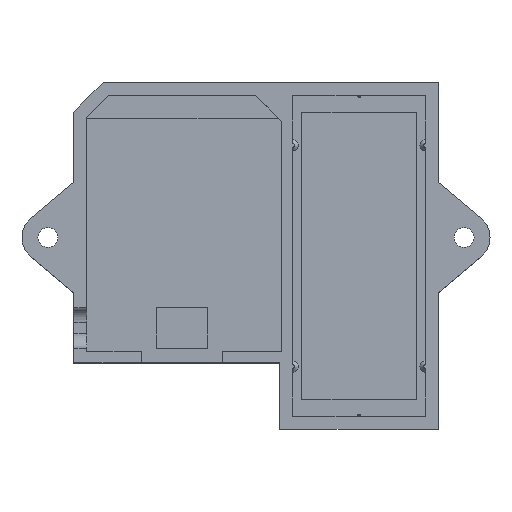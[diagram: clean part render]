
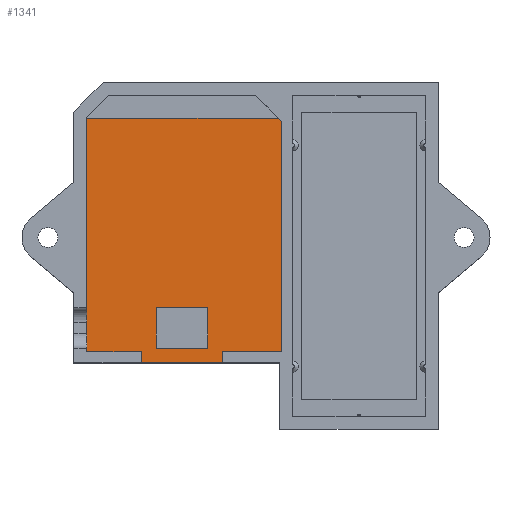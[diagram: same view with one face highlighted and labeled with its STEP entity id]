
A CAD part, top view. The second image highlights one B-rep face of the part: STEP entity #1341.
In plain terms, the highlighted planar face has unit normal (0, 0, 1).
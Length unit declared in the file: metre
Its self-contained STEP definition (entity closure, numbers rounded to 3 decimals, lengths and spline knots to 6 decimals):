
#305=ORIENTED_EDGE('',*,*,#610,.F.);
#306=ORIENTED_EDGE('',*,*,#596,.T.);
#307=ORIENTED_EDGE('',*,*,#526,.F.);
#308=ORIENTED_EDGE('',*,*,#609,.T.);
#309=ORIENTED_EDGE('',*,*,#611,.F.);
#310=ORIENTED_EDGE('',*,*,#603,.F.);
#311=ORIENTED_EDGE('',*,*,#522,.T.);
#312=ORIENTED_EDGE('',*,*,#612,.T.);
#313=ORIENTED_EDGE('',*,*,#520,.T.);
#314=ORIENTED_EDGE('',*,*,#613,.F.);
#315=ORIENTED_EDGE('',*,*,#614,.T.);
#316=ORIENTED_EDGE('',*,*,#615,.F.);
#317=ORIENTED_EDGE('',*,*,#616,.F.);
#520=EDGE_CURVE('',#701,#705,#835,.T.);
#522=EDGE_CURVE('',#707,#706,#837,.T.);
#526=EDGE_CURVE('',#710,#711,#841,.T.);
#596=EDGE_CURVE('',#754,#711,#897,.T.);
#603=EDGE_CURVE('',#707,#759,#902,.T.);
#609=EDGE_CURVE('',#710,#760,#908,.T.);
#610=EDGE_CURVE('',#754,#705,#909,.T.);
#611=EDGE_CURVE('',#759,#760,#910,.T.);
#612=EDGE_CURVE('',#706,#701,#911,.T.);
#613=EDGE_CURVE('',#761,#762,#912,.T.);
#614=EDGE_CURVE('',#761,#763,#913,.T.);
#615=EDGE_CURVE('',#764,#763,#914,.T.);
#616=EDGE_CURVE('',#762,#764,#915,.T.);
#701=VERTEX_POINT('',#1998);
#705=VERTEX_POINT('',#2006);
#706=VERTEX_POINT('',#2010);
#707=VERTEX_POINT('',#2012);
#710=VERTEX_POINT('',#2019);
#711=VERTEX_POINT('',#2021);
#754=VERTEX_POINT('',#2152);
#759=VERTEX_POINT('',#2165);
#760=VERTEX_POINT('',#2174);
#761=VERTEX_POINT('',#2181);
#762=VERTEX_POINT('',#2182);
#763=VERTEX_POINT('',#2184);
#764=VERTEX_POINT('',#2186);
#835=LINE('',#2007,#998);
#837=LINE('',#2011,#1000);
#841=LINE('',#2020,#1004);
#897=LINE('',#2151,#1060);
#902=LINE('',#2164,#1065);
#908=LINE('',#2175,#1071);
#909=LINE('',#2177,#1072);
#910=LINE('',#2178,#1073);
#911=LINE('',#2179,#1074);
#912=LINE('',#2180,#1075);
#913=LINE('',#2183,#1076);
#914=LINE('',#2185,#1077);
#915=LINE('',#2187,#1078);
#998=VECTOR('',#1596,1.);
#1000=VECTOR('',#1600,1.);
#1004=VECTOR('',#1606,1.);
#1060=VECTOR('',#1726,1.);
#1065=VECTOR('',#1737,1.);
#1071=VECTOR('',#1749,1.);
#1072=VECTOR('',#1752,1.);
#1073=VECTOR('',#1753,1.);
#1074=VECTOR('',#1754,1.);
#1075=VECTOR('',#1755,1.);
#1076=VECTOR('',#1756,1.);
#1077=VECTOR('',#1757,1.);
#1078=VECTOR('',#1758,1.);
#1137=EDGE_LOOP('',(#305,#306,#307,#308,#309,#310,#311,#312,#313));
#1138=EDGE_LOOP('',(#314,#315,#316,#317));
#1216=FACE_BOUND('',#1137,.T.);
#1217=FACE_BOUND('',#1138,.T.);
#1289=PLANE('',#1448);
#1341=ADVANCED_FACE('',(#1216,#1217),#1289,.T.);
#1448=AXIS2_PLACEMENT_3D('',#2176,#1750,#1751);
#1596=DIRECTION('',(1.,0.,0.));
#1600=DIRECTION('',(1.,0.,0.));
#1606=DIRECTION('',(0.,-1.,0.));
#1726=DIRECTION('',(1.,0.,0.));
#1737=DIRECTION('',(0.,1.,0.));
#1749=DIRECTION('',(-0.707,0.707,0.));
#1750=DIRECTION('',(0.,0.,1.));
#1751=DIRECTION('',(1.,0.,0.));
#1752=DIRECTION('',(0.,-1.,0.));
#1753=DIRECTION('',(1.,0.,0.));
#1754=DIRECTION('',(0.,-1.,0.));
#1755=DIRECTION('',(0.,1.,0.));
#1756=DIRECTION('',(-1.,0.,0.));
#1757=DIRECTION('',(0.,-1.,0.));
#1758=DIRECTION('',(-1.,0.,0.));
#1998=CARTESIAN_POINT('',(-0.0295,-0.0145,-0.005));
#2006=CARTESIAN_POINT('',(-0.0185,-0.0145,-0.005));
#2007=CARTESIAN_POINT('',(-0.024,-0.0145,-0.005));
#2010=CARTESIAN_POINT('',(-0.0295,-0.013,-0.005));
#2011=CARTESIAN_POINT('',(0.,-0.013,-0.005));
#2012=CARTESIAN_POINT('',(-0.03695,-0.013,-0.005));
#2019=CARTESIAN_POINT('',(-0.0105,0.018225,-0.005));
#2020=CARTESIAN_POINT('',(-0.0105,0.,-0.005));
#2021=CARTESIAN_POINT('',(-0.0105,-0.013,-0.005));
#2151=CARTESIAN_POINT('',(0.,-0.013,-0.005));
#2152=CARTESIAN_POINT('',(-0.0185,-0.013,-0.005));
#2164=CARTESIAN_POINT('',(-0.03695,0.,-0.005));
#2165=CARTESIAN_POINT('',(-0.03695,0.018672,-0.005));
#2174=CARTESIAN_POINT('',(-0.010946,0.018672,-0.005));
#2175=CARTESIAN_POINT('',(0.003863,0.003863,-0.005));
#2176=CARTESIAN_POINT('',(0.,0.,-0.005));
#2177=CARTESIAN_POINT('',(-0.0185,-0.012498,-0.005));
#2178=CARTESIAN_POINT('',(-0.024,0.018672,-0.005));
#2179=CARTESIAN_POINT('',(-0.0295,-0.012498,-0.005));
#2180=CARTESIAN_POINT('',(-0.0205,-0.00975,-0.005));
#2181=CARTESIAN_POINT('',(-0.0205,-0.0125,-0.005));
#2182=CARTESIAN_POINT('',(-0.0205,-0.007,-0.005));
#2183=CARTESIAN_POINT('',(-0.024,-0.0125,-0.005));
#2184=CARTESIAN_POINT('',(-0.0275,-0.0125,-0.005));
#2185=CARTESIAN_POINT('',(-0.0275,-0.00975,-0.005));
#2186=CARTESIAN_POINT('',(-0.0275,-0.007,-0.005));
#2187=CARTESIAN_POINT('',(-0.024,-0.007,-0.005));
